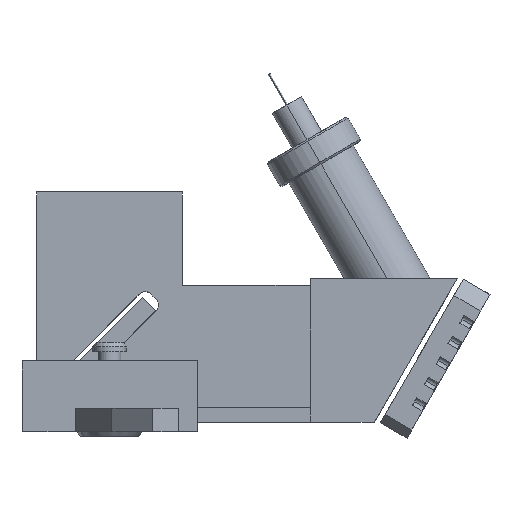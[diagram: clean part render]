
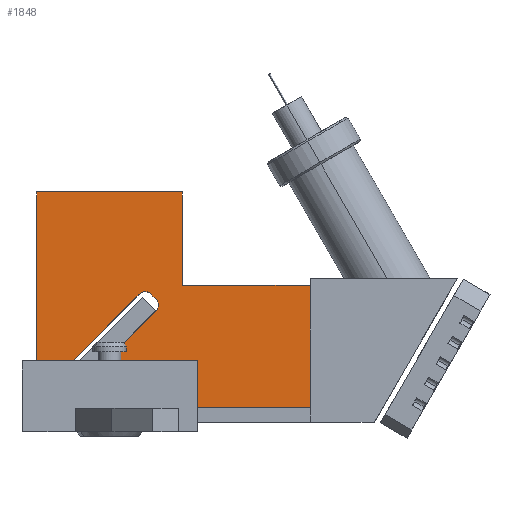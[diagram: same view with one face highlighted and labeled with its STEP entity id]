
A CAD part, left-side view. The second image highlights one B-rep face of the part: STEP entity #1848.
In plain terms, the highlighted planar face has unit normal (-1, 0, 0).
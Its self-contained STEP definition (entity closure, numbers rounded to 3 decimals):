
#153=CARTESIAN_POINT('Line Origine',(-3.5,9.369,3.5)) ;
#157=CARTESIAN_POINT('Vertex',(-3.5,12.794,3.5)) ;
#159=CARTESIAN_POINT('Vertex',(-3.5,5.944,3.5)) ;
#193=CARTESIAN_POINT('Line Origine',(-3.5,12.794,6.)) ;
#197=CARTESIAN_POINT('Vertex',(-3.5,12.794,8.5)) ;
#228=CARTESIAN_POINT('Vertex',(-3.5,20.088,-2.542)) ;
#244=CARTESIAN_POINT('Vertex',(-3.5,20.088,-1.976)) ;
#247=CARTESIAN_POINT('Axis2P3D Location',(-3.5,19.805,-2.259)) ;
#375=CARTESIAN_POINT('Vertex',(-3.5,15.067,3.044)) ;
#378=CARTESIAN_POINT('Line Origine',(-3.5,17.578,0.534)) ;
#445=CARTESIAN_POINT('Vertex',(-3.5,14.502,3.044)) ;
#448=CARTESIAN_POINT('Axis2P3D Location',(-3.5,14.785,2.761)) ;
#473=CARTESIAN_POINT('Vertex',(-3.5,14.184,2.726)) ;
#476=CARTESIAN_POINT('Line Origine',(-3.5,14.343,2.885)) ;
#504=CARTESIAN_POINT('Vertex',(-3.5,14.184,2.16)) ;
#507=CARTESIAN_POINT('Axis2P3D Location',(-3.5,14.466,2.443)) ;
#529=CARTESIAN_POINT('Line Origine',(-3.5,16.694,-0.35)) ;
#533=CARTESIAN_POINT('Vertex',(-3.5,19.204,-2.86)) ;
#637=CARTESIAN_POINT('Vertex',(-3.5,19.77,-2.86)) ;
#640=CARTESIAN_POINT('Axis2P3D Location',(-3.5,19.487,-2.577)) ;
#662=CARTESIAN_POINT('Line Origine',(-3.5,19.929,-2.701)) ;
#1750=CARTESIAN_POINT('Vertex',(-3.5,20.594,-3.054)) ;
#1753=CARTESIAN_POINT('Line Origine',(-3.5,20.594,2.723)) ;
#1757=CARTESIAN_POINT('Vertex',(-3.5,20.594,8.5)) ;
#1808=CARTESIAN_POINT('Axis2P3D Location',(-3.5,20.444,3.5)) ;
#1813=CARTESIAN_POINT('Line Origine',(-3.5,5.944,0.223)) ;
#1817=CARTESIAN_POINT('Vertex',(-3.5,5.944,-3.054)) ;
#1820=CARTESIAN_POINT('Line Origine',(-3.5,16.694,8.5)) ;
#1825=CARTESIAN_POINT('Line Origine',(-3.5,13.269,-3.054)) ;
#154=DIRECTION('Vector Direction',(0.,-1.,0.)) ;
#194=DIRECTION('Vector Direction',(0.,0.,1.)) ;
#248=DIRECTION('Axis2P3D Direction',(-1.,0.,0.)) ;
#379=DIRECTION('Vector Direction',(0.,0.707,-0.707)) ;
#449=DIRECTION('Axis2P3D Direction',(1.,0.,-0.)) ;
#477=DIRECTION('Vector Direction',(0.,-0.707,-0.707)) ;
#508=DIRECTION('Axis2P3D Direction',(1.,0.,0.)) ;
#530=DIRECTION('Vector Direction',(0.,0.707,-0.707)) ;
#641=DIRECTION('Axis2P3D Direction',(-1.,0.,0.)) ;
#663=DIRECTION('Vector Direction',(0.,-0.707,-0.707)) ;
#1754=DIRECTION('Vector Direction',(0.,0.,-1.)) ;
#1809=DIRECTION('Axis2P3D Direction',(-1.,0.,0.)) ;
#1810=DIRECTION('Axis2P3D XDirection',(-0.,0.,-1.)) ;
#1814=DIRECTION('Vector Direction',(0.,0.,-1.)) ;
#1821=DIRECTION('Vector Direction',(0.,1.,0.)) ;
#1826=DIRECTION('Vector Direction',(0.,1.,0.)) ;
#249=AXIS2_PLACEMENT_3D('Circle Axis2P3D',#247,#248,$) ;
#450=AXIS2_PLACEMENT_3D('Circle Axis2P3D',#448,#449,$) ;
#509=AXIS2_PLACEMENT_3D('Circle Axis2P3D',#507,#508,$) ;
#642=AXIS2_PLACEMENT_3D('Circle Axis2P3D',#640,#641,$) ;
#1811=AXIS2_PLACEMENT_3D('Plane Axis2P3D',#1808,#1809,#1810) ;
#1831=ORIENTED_EDGE('',*,*,#1819,.T.) ;
#1832=ORIENTED_EDGE('',*,*,#161,.F.) ;
#1833=ORIENTED_EDGE('',*,*,#199,.T.) ;
#1834=ORIENTED_EDGE('',*,*,#1824,.F.) ;
#1835=ORIENTED_EDGE('',*,*,#1759,.T.) ;
#1836=ORIENTED_EDGE('',*,*,#1829,.F.) ;
#1839=ORIENTED_EDGE('',*,*,#511,.F.) ;
#1840=ORIENTED_EDGE('',*,*,#535,.T.) ;
#1841=ORIENTED_EDGE('',*,*,#644,.F.) ;
#1842=ORIENTED_EDGE('',*,*,#666,.F.) ;
#1843=ORIENTED_EDGE('',*,*,#251,.F.) ;
#1844=ORIENTED_EDGE('',*,*,#382,.F.) ;
#1845=ORIENTED_EDGE('',*,*,#452,.F.) ;
#1846=ORIENTED_EDGE('',*,*,#480,.T.) ;
#1847=FACE_BOUND('',#1838,.T.) ;
#155=VECTOR('Line Direction',#154,1.) ;
#195=VECTOR('Line Direction',#194,1.) ;
#380=VECTOR('Line Direction',#379,1.) ;
#478=VECTOR('Line Direction',#477,1.) ;
#531=VECTOR('Line Direction',#530,1.) ;
#664=VECTOR('Line Direction',#663,1.) ;
#1755=VECTOR('Line Direction',#1754,1.) ;
#1815=VECTOR('Line Direction',#1814,1.) ;
#1822=VECTOR('Line Direction',#1821,1.) ;
#1827=VECTOR('Line Direction',#1826,1.) ;
#1848=ADVANCED_FACE('\X2\96F64EF651E04F554F53\X0\',(#1837,#1847),#1812,.T.) ;
#250=CIRCLE('generated circle',#249,0.4) ;
#451=CIRCLE('generated circle',#450,0.4) ;
#510=CIRCLE('generated circle',#509,0.4) ;
#643=CIRCLE('generated circle',#642,0.4) ;
#161=EDGE_CURVE('',#158,#160,#156,.T.) ;
#199=EDGE_CURVE('',#158,#198,#196,.T.) ;
#251=EDGE_CURVE('',#245,#229,#250,.T.) ;
#382=EDGE_CURVE('',#376,#245,#381,.T.) ;
#452=EDGE_CURVE('',#446,#376,#451,.F.) ;
#480=EDGE_CURVE('',#446,#474,#479,.T.) ;
#511=EDGE_CURVE('',#505,#474,#510,.F.) ;
#535=EDGE_CURVE('',#505,#534,#532,.T.) ;
#644=EDGE_CURVE('',#638,#534,#643,.T.) ;
#666=EDGE_CURVE('',#229,#638,#665,.T.) ;
#1759=EDGE_CURVE('',#1758,#1751,#1756,.T.) ;
#1819=EDGE_CURVE('',#1818,#160,#1816,.F.) ;
#1824=EDGE_CURVE('',#1758,#198,#1823,.F.) ;
#1829=EDGE_CURVE('',#1818,#1751,#1828,.T.) ;
#1830=EDGE_LOOP('',(#1831,#1832,#1833,#1834,#1835,#1836)) ;
#1838=EDGE_LOOP('',(#1839,#1840,#1841,#1842,#1843,#1844,#1845,#1846)) ;
#1837=FACE_OUTER_BOUND('',#1830,.T.) ;
#156=LINE('Line',#153,#155) ;
#196=LINE('Line',#193,#195) ;
#381=LINE('Line',#378,#380) ;
#479=LINE('Line',#476,#478) ;
#532=LINE('Line',#529,#531) ;
#665=LINE('Line',#662,#664) ;
#1756=LINE('Line',#1753,#1755) ;
#1816=LINE('Line',#1813,#1815) ;
#1823=LINE('Line',#1820,#1822) ;
#1828=LINE('Line',#1825,#1827) ;
#1812=PLANE('',#1811) ;
#158=VERTEX_POINT('',#157) ;
#160=VERTEX_POINT('',#159) ;
#198=VERTEX_POINT('',#197) ;
#229=VERTEX_POINT('',#228) ;
#245=VERTEX_POINT('',#244) ;
#376=VERTEX_POINT('',#375) ;
#446=VERTEX_POINT('',#445) ;
#474=VERTEX_POINT('',#473) ;
#505=VERTEX_POINT('',#504) ;
#534=VERTEX_POINT('',#533) ;
#638=VERTEX_POINT('',#637) ;
#1751=VERTEX_POINT('',#1750) ;
#1758=VERTEX_POINT('',#1757) ;
#1818=VERTEX_POINT('',#1817) ;
